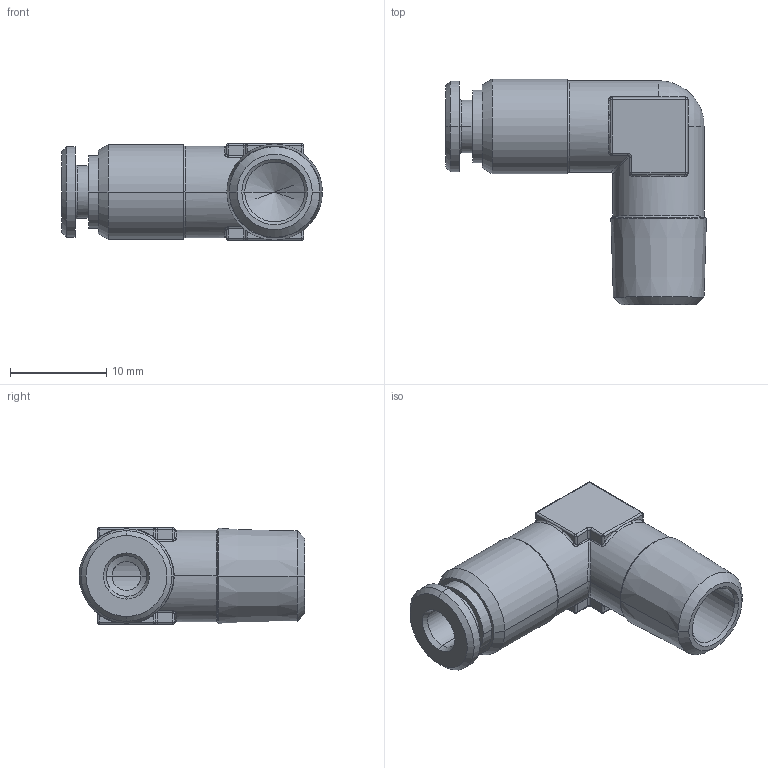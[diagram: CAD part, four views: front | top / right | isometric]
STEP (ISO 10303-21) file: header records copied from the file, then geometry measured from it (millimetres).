
FILE_DESCRIPTION((''),'2;1');
FILE_NAME('mxm.14.04.18',(''),('sopra-pneumatic'),'PRO/ENGINEER BY PARAMETRIC TECHNOLOGY CORPORATION, 2015110','PRO/ENGINEER BY PARAMETRIC TECHNOLOGY CORPORATION, 2015110','');
FILE_SCHEMA(('CONFIG_CONTROL_DESIGN'));
Length unit declared in the file: millimetre
Products named in the file (1): 380856B_950X4-4FF-1-8K
Bounding box: 27.05 x 23.4 x 10 mm (x, y, z)
Volume: 1979.4 mm3; surface area: 2130.1 mm2
Topology: 1 solids, 1 shells, 158 faces, 357 edges, 199 vertices
Faces by surface type: cylinder 54, plane 29, cone 24, torus 22, bspline 16, sphere 13
Entity records: 5506 total; most frequent: CARTESIAN_POINT 1972, DIRECTION 785, ORIENTED_EDGE 708, EDGE_CURVE 354, AXIS2_PLACEMENT_3D 327, VERTEX_POINT 199, CIRCLE 185, EDGE_LOOP 165
